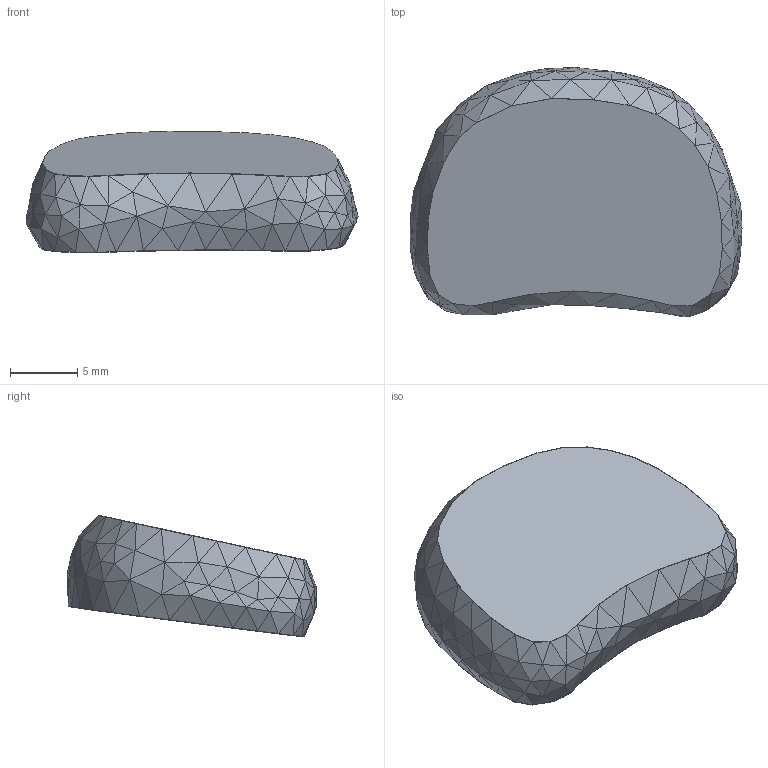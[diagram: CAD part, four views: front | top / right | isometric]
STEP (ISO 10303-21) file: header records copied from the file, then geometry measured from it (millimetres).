
FILE_DESCRIPTION(/* description */ (''),/* implementation_level */ '2;1');
FILE_NAME(/* name */ 'N1.step',/* time_stamp */ '2024-06-06T23:35:15-04:00',/* author */ (''),/* organization */ (''),/* preprocessor_version */ 'ST-DEVELOPER v20',/* originating_system */ 'Autodesk Translation Framework v13.14.0.145',/* authorisation */ '');
FILE_SCHEMA (('AUTOMOTIVE_DESIGN { 1 0 10303 214 3 1 1 }'));
Length unit declared in the file: millimetre
Products named in the file (1): N1
Bounding box: 24.62 x 18.48 x 9.01 mm (x, y, z)
Volume: 2205 mm3; surface area: 1092.6 mm2
Topology: 1 solids, 1 shells, 371 faces, 716 edges, 347 vertices
Faces by surface type: plane 371
Entity records: 8715 total; most frequent: DIRECTION 1460, CARTESIAN_POINT 1435, ORIENTED_EDGE 1432, LINE 716, VECTOR 716, EDGE_CURVE 716, AXIS2_PLACEMENT_3D 372, FACE_OUTER_BOUND 371
